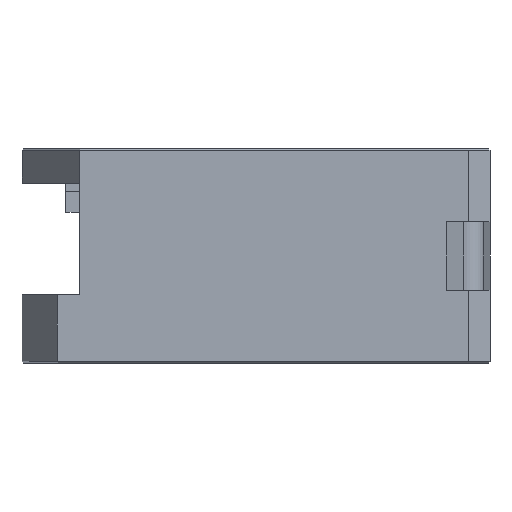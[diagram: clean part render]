
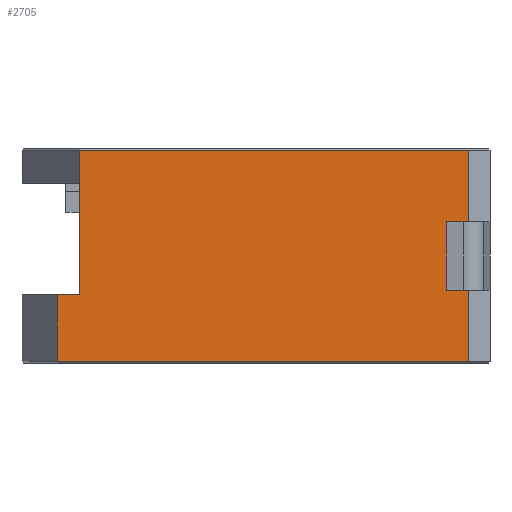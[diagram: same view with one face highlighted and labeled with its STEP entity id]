
A CAD part, left-side view. The second image highlights one B-rep face of the part: STEP entity #2705.
In plain terms, the highlighted planar face has unit normal (-1, 0, 0).
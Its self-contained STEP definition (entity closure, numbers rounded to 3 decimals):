
#199=FACE_OUTER_BOUND('',#356,.T.);
#356=EDGE_LOOP('',(#2145,#2146,#2147,#2148,#2149,#2150,#2151,#2152));
#466=LINE('',#3870,#796);
#590=LINE('',#4171,#920);
#635=LINE('',#4306,#965);
#637=LINE('',#4310,#967);
#638=LINE('',#4311,#968);
#639=LINE('',#4313,#969);
#640=LINE('',#4315,#970);
#641=LINE('',#4316,#971);
#796=VECTOR('',#3098,10.);
#920=VECTOR('',#3334,10.);
#965=VECTOR('',#3447,10.);
#967=VECTOR('',#3451,10.);
#968=VECTOR('',#3452,10.);
#969=VECTOR('',#3453,10.);
#970=VECTOR('',#3454,10.);
#971=VECTOR('',#3455,10.);
#1129=VERTEX_POINT('',#3860);
#1131=VERTEX_POINT('',#3869);
#1218=VERTEX_POINT('',#4163);
#1220=VERTEX_POINT('',#4169);
#1252=VERTEX_POINT('',#4305);
#1253=VERTEX_POINT('',#4309);
#1254=VERTEX_POINT('',#4312);
#1255=VERTEX_POINT('',#4314);
#1382=EDGE_CURVE('',#1131,#1129,#466,.T.);
#1523=EDGE_CURVE('',#1220,#1218,#590,.T.);
#1583=EDGE_CURVE('',#1218,#1252,#635,.T.);
#1585=EDGE_CURVE('',#1253,#1131,#637,.T.);
#1586=EDGE_CURVE('',#1252,#1253,#638,.T.);
#1587=EDGE_CURVE('',#1220,#1254,#639,.T.);
#1588=EDGE_CURVE('',#1254,#1255,#640,.T.);
#1589=EDGE_CURVE('',#1255,#1129,#641,.T.);
#2145=ORIENTED_EDGE('',*,*,#1382,.F.);
#2146=ORIENTED_EDGE('',*,*,#1585,.F.);
#2147=ORIENTED_EDGE('',*,*,#1586,.F.);
#2148=ORIENTED_EDGE('',*,*,#1583,.F.);
#2149=ORIENTED_EDGE('',*,*,#1523,.F.);
#2150=ORIENTED_EDGE('',*,*,#1587,.T.);
#2151=ORIENTED_EDGE('',*,*,#1588,.T.);
#2152=ORIENTED_EDGE('',*,*,#1589,.T.);
#2555=PLANE('',#2907);
#2705=ADVANCED_FACE('',(#199),#2555,.T.);
#2907=AXIS2_PLACEMENT_3D('',#4308,#3449,#3450);
#3098=DIRECTION('',(0.,-1.,0.));
#3334=DIRECTION('',(0.,1.,0.));
#3447=DIRECTION('',(0.,0.,1.));
#3449=DIRECTION('center_axis',(-1.,0.,0.));
#3450=DIRECTION('ref_axis',(0.,-1.,0.));
#3451=DIRECTION('',(0.,0.,1.));
#3452=DIRECTION('',(0.,-1.,0.));
#3453=DIRECTION('',(0.,0.,1.));
#3454=DIRECTION('',(0.,0.,1.));
#3455=DIRECTION('',(0.,0.,1.));
#3860=CARTESIAN_POINT('',(-27.559,-14.932,24.8));
#3869=CARTESIAN_POINT('',(-27.559,30.432,24.8));
#3870=CARTESIAN_POINT('',(-27.559,15.216,24.8));
#4163=CARTESIAN_POINT('',(-27.559,33.032,0.2));
#4169=CARTESIAN_POINT('',(-27.559,-14.932,0.2));
#4171=CARTESIAN_POINT('',(-27.559,15.216,0.2));
#4305=CARTESIAN_POINT('',(-27.559,33.032,8.));
#4306=CARTESIAN_POINT('',(-27.559,33.032,0.));
#4308=CARTESIAN_POINT('Origin',(-27.559,30.432,0.));
#4309=CARTESIAN_POINT('',(-27.559,30.432,8.));
#4310=CARTESIAN_POINT('',(-27.559,30.432,0.));
#4311=CARTESIAN_POINT('',(-27.559,30.432,8.));
#4312=CARTESIAN_POINT('',(-27.559,-14.932,8.5));
#4313=CARTESIAN_POINT('',(-27.559,-14.932,0.));
#4314=CARTESIAN_POINT('',(-27.559,-14.932,16.5));
#4315=CARTESIAN_POINT('',(-27.559,-14.932,0.));
#4316=CARTESIAN_POINT('',(-27.559,-14.932,0.));
